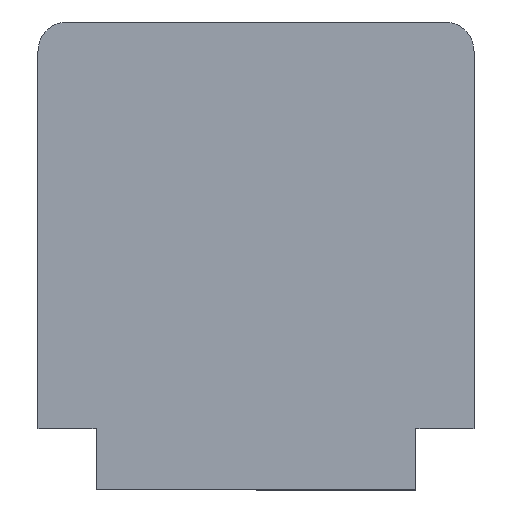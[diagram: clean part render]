
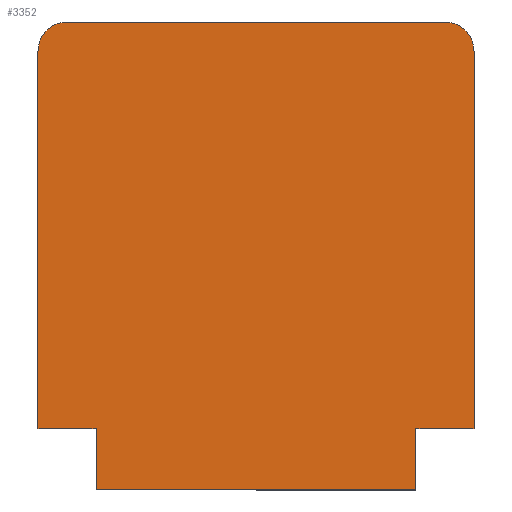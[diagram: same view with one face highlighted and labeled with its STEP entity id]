
A CAD part, left-side view. The second image highlights one B-rep face of the part: STEP entity #3352.
In plain terms, the highlighted planar face has unit normal (-1, 0, 0).
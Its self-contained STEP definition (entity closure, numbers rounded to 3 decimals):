
#845=AXIS2_PLACEMENT_3D('Circle Axis2P3D',#843,#844,$) ;
#960=AXIS2_PLACEMENT_3D('Circle Axis2P3D',#958,#959,$) ;
#3331=AXIS2_PLACEMENT_3D('Plane Axis2P3D',#3328,#3329,#3330) ;
#37=CARTESIAN_POINT('Line Origine',(0.,2.,1.05)) ;
#41=CARTESIAN_POINT('Vertex',(0.,2.,0.)) ;
#43=CARTESIAN_POINT('Vertex',(0.,2.,2.1)) ;
#77=CARTESIAN_POINT('Line Origine',(0.,13.25,2.1)) ;
#81=CARTESIAN_POINT('Vertex',(0.,13.5,2.1)) ;
#83=CARTESIAN_POINT('Vertex',(0.,13.,2.1)) ;
#86=CARTESIAN_POINT('Line Origine',(0.,14.25,2.1)) ;
#90=CARTESIAN_POINT('Vertex',(0.,15.,2.1)) ;
#228=CARTESIAN_POINT('Line Origine',(0.,15.,8.6)) ;
#232=CARTESIAN_POINT('Vertex',(0.,15.,15.1)) ;
#843=CARTESIAN_POINT('Axis2P3D Location',(0.,14.,15.1)) ;
#847=CARTESIAN_POINT('Vertex',(0.,14.,16.1)) ;
#867=CARTESIAN_POINT('Line Origine',(0.,7.5,16.1)) ;
#871=CARTESIAN_POINT('Vertex',(0.,1.,16.1)) ;
#958=CARTESIAN_POINT('Axis2P3D Location',(0.,1.,15.1)) ;
#962=CARTESIAN_POINT('Vertex',(0.,0.,15.1)) ;
#989=CARTESIAN_POINT('Line Origine',(0.,0.,8.6)) ;
#993=CARTESIAN_POINT('Vertex',(0.,0.,2.1)) ;
#1113=CARTESIAN_POINT('Line Origine',(0.,0.75,2.1)) ;
#1117=CARTESIAN_POINT('Vertex',(0.,1.5,2.1)) ;
#1120=CARTESIAN_POINT('Line Origine',(0.,1.75,2.1)) ;
#3178=CARTESIAN_POINT('Line Origine',(0.,13.,1.05)) ;
#3182=CARTESIAN_POINT('Vertex',(0.,13.,0.)) ;
#3328=CARTESIAN_POINT('Axis2P3D Location',(0.,1.5,70.1)) ;
#3333=CARTESIAN_POINT('Line Origine',(0.,7.5,0.)) ;
#38=DIRECTION('Vector Direction',(0.,0.,1.)) ;
#78=DIRECTION('Vector Direction',(0.,-1.,0.)) ;
#87=DIRECTION('Vector Direction',(0.,-1.,0.)) ;
#229=DIRECTION('Vector Direction',(0.,0.,1.)) ;
#844=DIRECTION('Axis2P3D Direction',(-1.,0.,0.)) ;
#868=DIRECTION('Vector Direction',(0.,-1.,0.)) ;
#959=DIRECTION('Axis2P3D Direction',(-1.,0.,0.)) ;
#990=DIRECTION('Vector Direction',(0.,0.,-1.)) ;
#1114=DIRECTION('Vector Direction',(0.,-1.,0.)) ;
#1121=DIRECTION('Vector Direction',(0.,1.,0.)) ;
#3179=DIRECTION('Vector Direction',(0.,0.,1.)) ;
#3329=DIRECTION('Axis2P3D Direction',(1.,0.,0.)) ;
#3330=DIRECTION('Axis2P3D XDirection',(0.,-1.,0.)) ;
#3334=DIRECTION('Vector Direction',(0.,-1.,0.)) ;
#39=VECTOR('Line Direction',#38,1.) ;
#79=VECTOR('Line Direction',#78,1.) ;
#88=VECTOR('Line Direction',#87,1.) ;
#230=VECTOR('Line Direction',#229,1.) ;
#869=VECTOR('Line Direction',#868,1.) ;
#991=VECTOR('Line Direction',#990,1.) ;
#1115=VECTOR('Line Direction',#1114,1.) ;
#1122=VECTOR('Line Direction',#1121,1.) ;
#3180=VECTOR('Line Direction',#3179,1.) ;
#3335=VECTOR('Line Direction',#3334,1.) ;
#3339=ORIENTED_EDGE('',*,*,#1124,.F.) ;
#3340=ORIENTED_EDGE('',*,*,#1119,.T.) ;
#3341=ORIENTED_EDGE('',*,*,#995,.T.) ;
#3342=ORIENTED_EDGE('',*,*,#964,.F.) ;
#3343=ORIENTED_EDGE('',*,*,#873,.F.) ;
#3344=ORIENTED_EDGE('',*,*,#849,.F.) ;
#3345=ORIENTED_EDGE('',*,*,#234,.F.) ;
#3346=ORIENTED_EDGE('',*,*,#92,.T.) ;
#3347=ORIENTED_EDGE('',*,*,#85,.T.) ;
#3348=ORIENTED_EDGE('',*,*,#3184,.F.) ;
#3349=ORIENTED_EDGE('',*,*,#3337,.T.) ;
#3350=ORIENTED_EDGE('',*,*,#45,.T.) ;
#3352=ADVANCED_FACE('Koerper.2',(#3351),#3332,.F.) ;
#846=CIRCLE('generated circle',#845,1.) ;
#961=CIRCLE('generated circle',#960,1.) ;
#45=EDGE_CURVE('',#42,#44,#40,.T.) ;
#85=EDGE_CURVE('',#82,#84,#80,.T.) ;
#92=EDGE_CURVE('',#91,#82,#89,.T.) ;
#234=EDGE_CURVE('',#91,#233,#231,.T.) ;
#849=EDGE_CURVE('',#233,#848,#846,.F.) ;
#873=EDGE_CURVE('',#848,#872,#870,.T.) ;
#964=EDGE_CURVE('',#872,#963,#961,.F.) ;
#995=EDGE_CURVE('',#994,#963,#992,.F.) ;
#1119=EDGE_CURVE('',#1118,#994,#1116,.T.) ;
#1124=EDGE_CURVE('',#1118,#44,#1123,.T.) ;
#3184=EDGE_CURVE('',#3183,#84,#3181,.T.) ;
#3337=EDGE_CURVE('',#3183,#42,#3336,.T.) ;
#3338=EDGE_LOOP('',(#3339,#3340,#3341,#3342,#3343,#3344,#3345,#3346,#3347,#3348,#3349,#3350)) ;
#3351=FACE_OUTER_BOUND('',#3338,.T.) ;
#40=LINE('Line',#37,#39) ;
#80=LINE('Line',#77,#79) ;
#89=LINE('Line',#86,#88) ;
#231=LINE('Line',#228,#230) ;
#870=LINE('Line',#867,#869) ;
#992=LINE('Line',#989,#991) ;
#1116=LINE('Line',#1113,#1115) ;
#1123=LINE('Line',#1120,#1122) ;
#3181=LINE('Line',#3178,#3180) ;
#3336=LINE('Line',#3333,#3335) ;
#3332=PLANE('',#3331) ;
#42=VERTEX_POINT('',#41) ;
#44=VERTEX_POINT('',#43) ;
#82=VERTEX_POINT('',#81) ;
#84=VERTEX_POINT('',#83) ;
#91=VERTEX_POINT('',#90) ;
#233=VERTEX_POINT('',#232) ;
#848=VERTEX_POINT('',#847) ;
#872=VERTEX_POINT('',#871) ;
#963=VERTEX_POINT('',#962) ;
#994=VERTEX_POINT('',#993) ;
#1118=VERTEX_POINT('',#1117) ;
#3183=VERTEX_POINT('',#3182) ;
